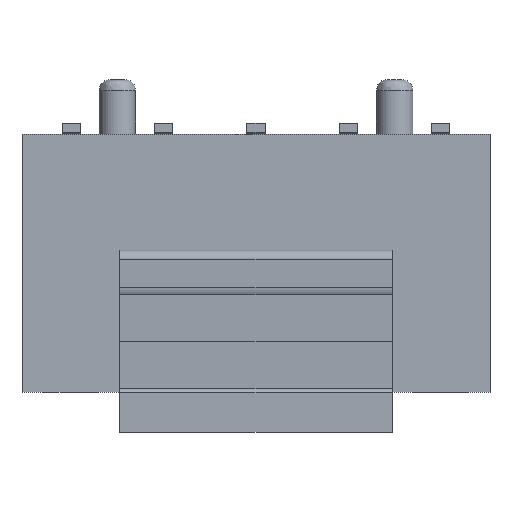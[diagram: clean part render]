
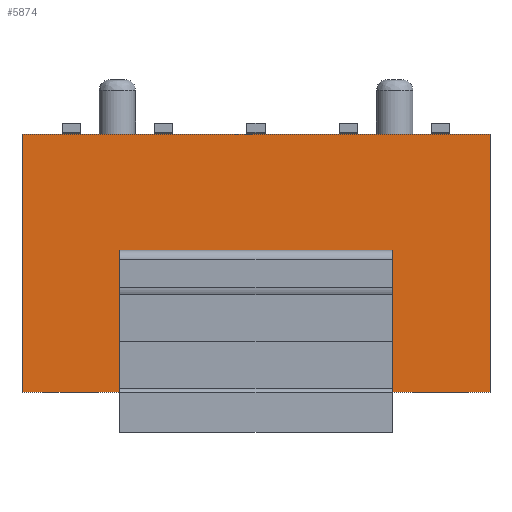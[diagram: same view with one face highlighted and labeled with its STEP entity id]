
A CAD part, left-side view. The second image highlights one B-rep face of the part: STEP entity #5874.
In plain terms, the highlighted planar face has unit normal (-1, 0, 0).
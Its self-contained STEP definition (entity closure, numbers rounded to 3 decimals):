
#37=DIRECTION('',(0.,0.,1.));
#38=VECTOR('',#37,7.1);
#39=CARTESIAN_POINT('',(-2.5,0.,-3.55));
#40=LINE('',#39,#38);
#94=DIRECTION('',(0.,1.,0.));
#95=VECTOR('',#94,12.86);
#96=CARTESIAN_POINT('',(-2.5,0.,-3.55));
#97=LINE('',#96,#95);
#101=DIRECTION('',(0.,0.,1.));
#102=VECTOR('',#101,7.1);
#103=CARTESIAN_POINT('',(-2.5,12.86,-3.55));
#104=LINE('',#103,#102);
#1043=DIRECTION('',(0.,1.,0.));
#1044=VECTOR('',#1043,12.86);
#1045=CARTESIAN_POINT('',(-2.5,0.,3.55));
#1046=LINE('',#1045,#1044);
#4972=CARTESIAN_POINT('',(-2.5,0.,-3.55));
#4973=CARTESIAN_POINT('',(-2.5,0.,3.55));
#4974=VERTEX_POINT('',#4972);
#4975=VERTEX_POINT('',#4973);
#4988=CARTESIAN_POINT('',(-2.5,12.86,-3.55));
#4989=VERTEX_POINT('',#4988);
#4990=CARTESIAN_POINT('',(-2.5,12.86,3.55));
#4991=VERTEX_POINT('',#4990);
#5860=CARTESIAN_POINT('',(-2.5,0.,-3.55));
#5861=DIRECTION('',(-1.,0.,0.));
#5862=DIRECTION('',(0.,0.,1.));
#5863=AXIS2_PLACEMENT_3D('',#5860,#5861,#5862);
#5864=PLANE('',#5863);
#5865=ORIENTED_EDGE('',*,*,#5841,.F.);
#5867=ORIENTED_EDGE('',*,*,#5866,.T.);
#5869=ORIENTED_EDGE('',*,*,#5868,.T.);
#5871=ORIENTED_EDGE('',*,*,#5870,.F.);
#5872=EDGE_LOOP('',(#5865,#5867,#5869,#5871));
#5873=FACE_OUTER_BOUND('',#5872,.F.);
#5841=EDGE_CURVE('',#4974,#4975,#40,.T.);
#5866=EDGE_CURVE('',#4974,#4989,#97,.T.);
#5868=EDGE_CURVE('',#4989,#4991,#104,.T.);
#5870=EDGE_CURVE('',#4975,#4991,#1046,.T.);
#5874=ADVANCED_FACE('',(#5873),#5864,.T.);
